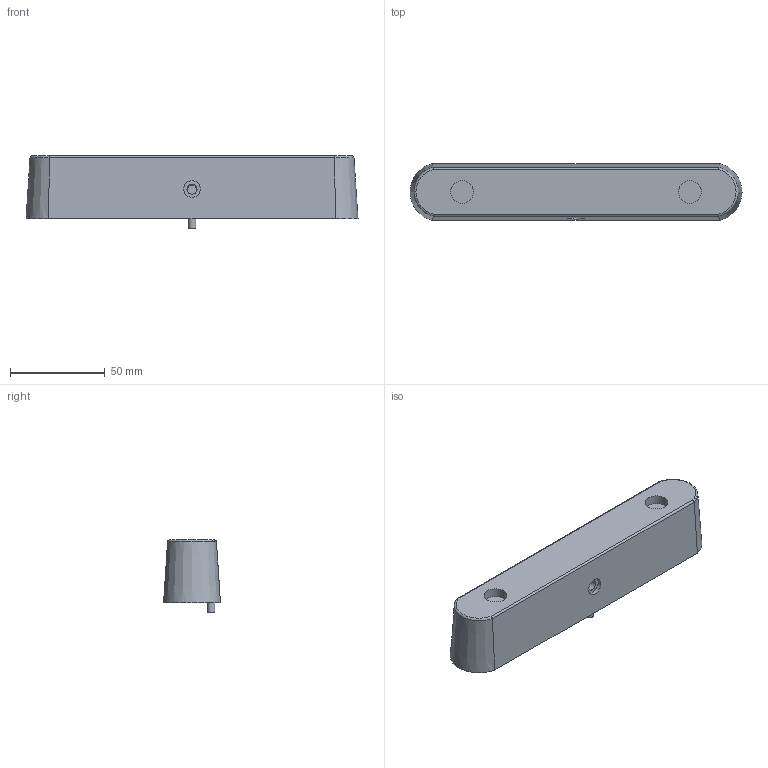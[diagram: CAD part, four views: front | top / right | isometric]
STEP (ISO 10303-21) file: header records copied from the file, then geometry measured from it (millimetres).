
FILE_DESCRIPTION(/* description */ (''),/* implementation_level */ '2;1');
FILE_NAME(/* name */ 'zed_camera.stp',/* time_stamp */ '2017-12-07T19:33:50-05:00',/* author */ ('ohmori'),/* organization */ (''),/* preprocessor_version */ 'ST-DEVELOPER v16.13',/* originating_system */ 'Autodesk Inventor 2018',/* authorisation */ '');
FILE_SCHEMA (('AUTOMOTIVE_DESIGN { 1 0 10303 214 3 1 1 }'));
Length unit declared in the file: millimetre
Products named in the file (1): zed_add_mass
Bounding box: 175 x 30 x 38 mm (x, y, z)
Volume: 152002.1 mm3; surface area: 22301.5 mm2
Topology: 1 solids, 1 shells, 20 faces, 36 edges, 23 vertices
Faces by surface type: plane 9, cylinder 7, cone 2, torus 2
Full cylindrical faces by diameter (mm): 4 x1, 5.3 x1, 8.92 x1, 12 x2
Entity records: 702 total; most frequent: CARTESIAN_POINT 265, DIRECTION 80, ORIENTED_EDGE 60, AXIS2_PLACEMENT_3D 37, EDGE_LOOP 30, EDGE_CURVE 30, VERTEX_POINT 22, FACE_OUTER_BOUND 20
